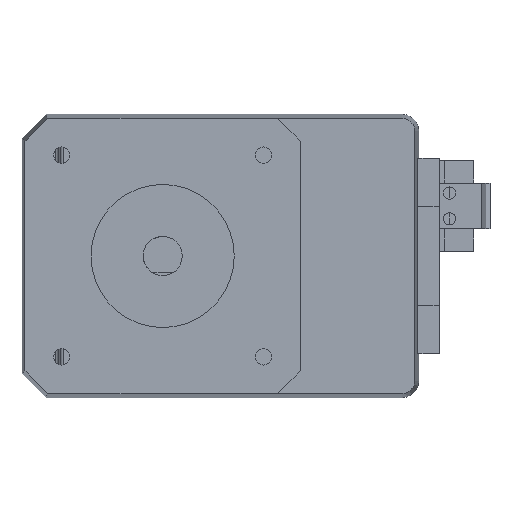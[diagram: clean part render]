
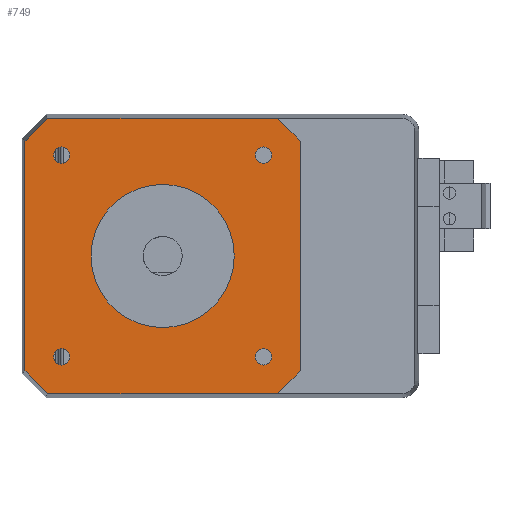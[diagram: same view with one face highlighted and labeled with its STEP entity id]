
A CAD part, front view. The second image highlights one B-rep face of the part: STEP entity #749.
In plain terms, the highlighted planar face has unit normal (0, -1, 0).
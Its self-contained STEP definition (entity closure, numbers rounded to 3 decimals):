
#524 = VERTEX_POINT ( 'NONE', #2572 ) ;
#534 = VERTEX_POINT ( 'NONE', #2686 ) ;
#536 = EDGE_CURVE ( 'NONE', #540, #534, #2675, .T. ) ;
#539 = EDGE_CURVE ( 'NONE', #534, #587, #2601, .T. ) ;
#540 = VERTEX_POINT ( 'NONE', #2602 ) ;
#545 = VERTEX_POINT ( 'NONE', #2665 ) ;
#556 = EDGE_CURVE ( 'NONE', #587, #545, #2488, .T. ) ;
#576 = EDGE_CURVE ( 'NONE', #16590, #16590, #2483, .T. ) ;
#587 = VERTEX_POINT ( 'NONE', #2546 ) ;
#635 = EDGE_CURVE ( 'NONE', #524, #639, #2802, .T. ) ;
#639 = VERTEX_POINT ( 'NONE', #2792 ) ;
#679 = VERTEX_POINT ( 'NONE', #2886 ) ;
#706 = EDGE_CURVE ( 'NONE', #545, #679, #2850, .T. ) ;
#708 = ORIENTED_EDGE ( 'NONE', *, *, #576, .F. ) ;
#709 = ORIENTED_EDGE ( 'NONE', *, *, #536, .F. ) ;
#710 = ORIENTED_EDGE ( 'NONE', *, *, #761, .F. ) ;
#711 = EDGE_LOOP ( 'NONE', ( #708 ) ) ;
#712 = EDGE_CURVE ( 'NONE', #16584, #16584, #2845, .T. ) ;
#715 = ORIENTED_EDGE ( 'NONE', *, *, #738, .F. ) ;
#717 = EDGE_LOOP ( 'NONE', ( #755 ) ) ;
#718 = EDGE_LOOP ( 'NONE', ( #741 ) ) ;
#721 = EDGE_CURVE ( 'NONE', #16582, #16582, #2826, .T. ) ;
#722 = ORIENTED_EDGE ( 'NONE', *, *, #725, .F. ) ;
#725 = EDGE_CURVE ( 'NONE', #679, #524, #2813, .T. ) ;
#726 = EDGE_LOOP ( 'NONE', ( #751 ) ) ;
#737 = EDGE_CURVE ( 'NONE', #16578, #16578, #2819, .T. ) ;
#738 = EDGE_CURVE ( 'NONE', #16576, #16576, #2976, .T. ) ;
#739 = ORIENTED_EDGE ( 'NONE', *, *, #706, .F. ) ;
#740 = EDGE_LOOP ( 'NONE', ( #744, #722, #739, #746, #745, #709, #743, #710 ) ) ;
#741 = ORIENTED_EDGE ( 'NONE', *, *, #737, .F. ) ;
#743 = ORIENTED_EDGE ( 'NONE', *, *, #766, .F. ) ;
#744 = ORIENTED_EDGE ( 'NONE', *, *, #635, .F. ) ;
#745 = ORIENTED_EDGE ( 'NONE', *, *, #539, .F. ) ;
#746 = ORIENTED_EDGE ( 'NONE', *, *, #556, .F. ) ;
#749 = ADVANCED_FACE ( 'NONE', ( #2961, #2987, #2981, #2962, #2968, #2971 ), #2970, .T. ) ;
#750 = EDGE_LOOP ( 'NONE', ( #715 ) ) ;
#751 = ORIENTED_EDGE ( 'NONE', *, *, #721, .F. ) ;
#755 = ORIENTED_EDGE ( 'NONE', *, *, #712, .F. ) ;
#760 = VERTEX_POINT ( 'NONE', #2964 ) ;
#761 = EDGE_CURVE ( 'NONE', #639, #760, #2956, .T. ) ;
#766 = EDGE_CURVE ( 'NONE', #760, #540, #2946, .T. ) ;
#2155 = AXIS2_PLACEMENT_3D ( 'NONE', #2450, #2493, #2975 ) ;
#2450 = CARTESIAN_POINT ( 'NONE',  ( 9.398, 2.307, 15.5 ) ) ;
#2483 = CIRCLE ( 'NONE', #2516, 11. ) ;
#2486 = DIRECTION ( 'NONE',  ( 0., 0., -1. ) ) ;
#2487 = VECTOR ( 'NONE', #2486, 1000. ) ;
#2488 = LINE ( 'NONE', #2579, #2487 ) ;
#2493 = DIRECTION ( 'NONE',  ( 0., -1., 0. ) ) ;
#2516 = AXIS2_PLACEMENT_3D ( 'NONE', #2528, #2636, #2635 ) ;
#2528 = CARTESIAN_POINT ( 'NONE',  ( -6.102, 2.307, 0. ) ) ;
#2546 = CARTESIAN_POINT ( 'NONE',  ( 15.048, 2.307, 17.65 ) ) ;
#2572 = CARTESIAN_POINT ( 'NONE',  ( -23.752, 2.307, -21.15 ) ) ;
#2579 = CARTESIAN_POINT ( 'NONE',  ( 15.048, 2.307, -17.65 ) ) ;
#2598 = DIRECTION ( 'NONE',  ( 0.707, 0., -0.707 ) ) ;
#2599 = VECTOR ( 'NONE', #2598, 1000. ) ;
#2600 = CARTESIAN_POINT ( 'NONE',  ( 11.548, 2.307, 21.15 ) ) ;
#2601 = LINE ( 'NONE', #2600, #2599 ) ;
#2602 = CARTESIAN_POINT ( 'NONE',  ( -23.752, 2.307, 21.15 ) ) ;
#2604 = VECTOR ( 'NONE', #2666, 1000. ) ;
#2635 = DIRECTION ( 'NONE',  ( 0., 0., -1. ) ) ;
#2636 = DIRECTION ( 'NONE',  ( 0., -1., 0. ) ) ;
#2665 = CARTESIAN_POINT ( 'NONE',  ( 15.048, 2.307, -17.65 ) ) ;
#2666 = DIRECTION ( 'NONE',  ( 1., 0., 0. ) ) ;
#2667 = CARTESIAN_POINT ( 'NONE',  ( -23.752, 2.307, 21.15 ) ) ;
#2675 = LINE ( 'NONE', #2667, #2604 ) ;
#2686 = CARTESIAN_POINT ( 'NONE',  ( 11.548, 2.307, 21.15 ) ) ;
#2792 = CARTESIAN_POINT ( 'NONE',  ( -27.252, 2.307, -17.65 ) ) ;
#2793 = DIRECTION ( 'NONE',  ( -0.707, 0., 0.707 ) ) ;
#2794 = VECTOR ( 'NONE', #2793, 1000. ) ;
#2795 = CARTESIAN_POINT ( 'NONE',  ( -27.252, 2.307, -17.65 ) ) ;
#2802 = LINE ( 'NONE', #2795, #2794 ) ;
#2809 = DIRECTION ( 'NONE',  ( -1., 0., 0. ) ) ;
#2810 = VECTOR ( 'NONE', #2809, 1000. ) ;
#2811 = CARTESIAN_POINT ( 'NONE',  ( -23.752, 2.307, -21.15 ) ) ;
#2812 = DIRECTION ( 'NONE',  ( 0., 0., 1. ) ) ;
#2813 = LINE ( 'NONE', #2811, #2810 ) ;
#2817 = CARTESIAN_POINT ( 'NONE',  ( 9.398, 2.307, -15.5 ) ) ;
#2819 = CIRCLE ( 'NONE', #2155, 1.25 ) ;
#2824 = AXIS2_PLACEMENT_3D ( 'NONE', #2817, #2846, #2812 ) ;
#2826 = CIRCLE ( 'NONE', #2824, 1.25 ) ;
#2828 = DIRECTION ( 'NONE',  ( 0., 0., 1. ) ) ;
#2829 = DIRECTION ( 'NONE',  ( 0., -1., 0. ) ) ;
#2830 = AXIS2_PLACEMENT_3D ( 'NONE', #2844, #2829, #2828 ) ;
#2844 = CARTESIAN_POINT ( 'NONE',  ( -21.602, 2.307, 15.5 ) ) ;
#2845 = CIRCLE ( 'NONE', #2830, 1.25 ) ;
#2846 = DIRECTION ( 'NONE',  ( 0., -1., 0. ) ) ;
#2847 = DIRECTION ( 'NONE',  ( -0.707, 0., -0.707 ) ) ;
#2848 = VECTOR ( 'NONE', #2847, 1000. ) ;
#2849 = CARTESIAN_POINT ( 'NONE',  ( 11.548, 2.307, -21.15 ) ) ;
#2850 = LINE ( 'NONE', #2849, #2848 ) ;
#2886 = CARTESIAN_POINT ( 'NONE',  ( 11.548, 2.307, -21.15 ) ) ;
#2925 = CARTESIAN_POINT ( 'NONE',  ( -27.252, 2.307, -17.65 ) ) ;
#2929 = CARTESIAN_POINT ( 'NONE',  ( -27.252, 2.307, 17.65 ) ) ;
#2944 = DIRECTION ( 'NONE',  ( 0.707, 0., 0.707 ) ) ;
#2945 = VECTOR ( 'NONE', #2944, 1000. ) ;
#2946 = LINE ( 'NONE', #2929, #2945 ) ;
#2955 = VECTOR ( 'NONE', #2973, 1000. ) ;
#2956 = LINE ( 'NONE', #2925, #2955 ) ;
#2961 = FACE_BOUND ( 'NONE', #726, .T. ) ;
#2962 = FACE_BOUND ( 'NONE', #718, .T. ) ;
#2964 = CARTESIAN_POINT ( 'NONE',  ( -27.252, 2.307, 17.65 ) ) ;
#2965 = DIRECTION ( 'NONE',  ( 0., 0., -1. ) ) ;
#2968 = FACE_OUTER_BOUND ( 'NONE', #740, .T. ) ;
#2969 = AXIS2_PLACEMENT_3D ( 'NONE', #2986, #2983, #2965 ) ;
#2970 = PLANE ( 'NONE',  #2969 ) ;
#2971 = FACE_BOUND ( 'NONE', #711, .T. ) ;
#2973 = DIRECTION ( 'NONE',  ( 0., 0., 1. ) ) ;
#2975 = DIRECTION ( 'NONE',  ( 0., 0., -1. ) ) ;
#2976 = CIRCLE ( 'NONE', #2980, 1.25 ) ;
#2977 = DIRECTION ( 'NONE',  ( 0., 0., -1. ) ) ;
#2978 = DIRECTION ( 'NONE',  ( 0., -1., 0. ) ) ;
#2979 = CARTESIAN_POINT ( 'NONE',  ( -21.602, 2.307, -15.5 ) ) ;
#2980 = AXIS2_PLACEMENT_3D ( 'NONE', #2979, #2978, #2977 ) ;
#2981 = FACE_BOUND ( 'NONE', #717, .T. ) ;
#2983 = DIRECTION ( 'NONE',  ( 0., -1., 0. ) ) ;
#2986 = CARTESIAN_POINT ( 'NONE',  ( -6.102, 2.307, -38.8 ) ) ;
#2987 = FACE_BOUND ( 'NONE', #750, .T. ) ;
#16573 = CARTESIAN_POINT ( 'NONE',  ( -21.602, 2.307, -16.75 ) ) ;
#16575 = CARTESIAN_POINT ( 'NONE',  ( 9.398, 2.307, 14.25 ) ) ;
#16576 = VERTEX_POINT ( 'NONE', #16573 ) ;
#16578 = VERTEX_POINT ( 'NONE', #16575 ) ;
#16579 = CARTESIAN_POINT ( 'NONE',  ( 9.398, 2.307, -14.25 ) ) ;
#16581 = CARTESIAN_POINT ( 'NONE',  ( -21.602, 2.307, 16.75 ) ) ;
#16582 = VERTEX_POINT ( 'NONE', #16579 ) ;
#16584 = VERTEX_POINT ( 'NONE', #16581 ) ;
#16587 = CARTESIAN_POINT ( 'NONE',  ( -6.102, 2.307, -11. ) ) ;
#16590 = VERTEX_POINT ( 'NONE', #16587 ) ;
